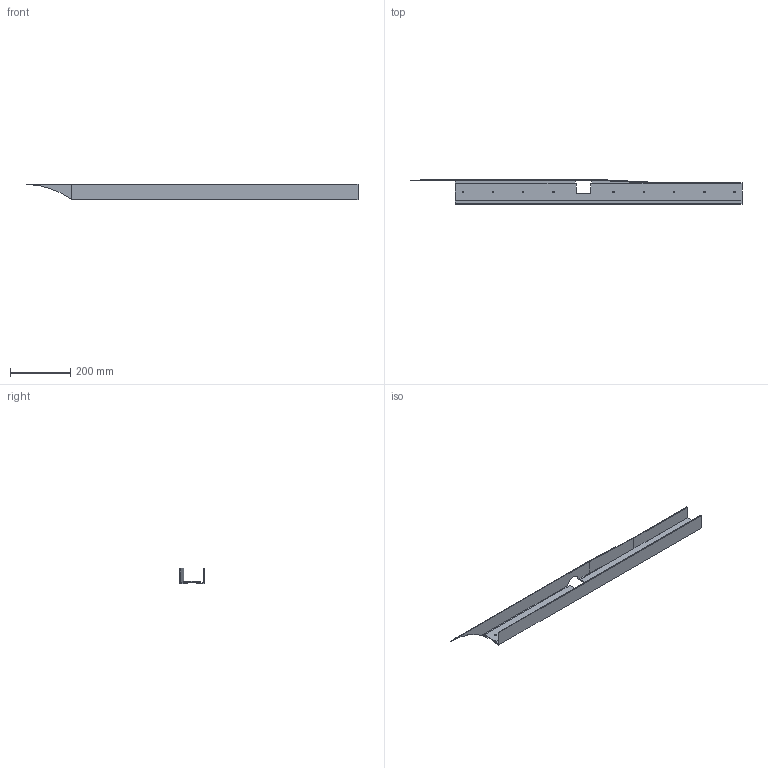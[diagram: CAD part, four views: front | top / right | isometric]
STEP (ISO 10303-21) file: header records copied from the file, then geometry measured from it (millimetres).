
FILE_DESCRIPTION( ('This file contains a STEP AP42 implementation' ,'as created by ZW3D STEP Interface translator.' ,'') ,'2;1' );
FILE_NAME( '婥啣狟粟え衵.ipt.stp' ,'251027.114754', (''), ('ZWCAD Software Co.'), 'Version 1.0', 'ZW3D to STEP translator', '' );
FILE_SCHEMA(('AUTOMOTIVE_DESIGN { 1 0 10303 214 1 1 1 1 }'));
Length unit declared in the file: millimetre
Products named in the file (1): 0
Bounding box: 1100 x 80 x 50 mm (x, y, z)
Volume: 549020.4 mm3; surface area: 374553.3 mm2
Topology: 1 solids, 1 shells, 41 faces, 143 edges, 101 vertices
Faces by surface type: plane 30, cylinder 10, torus 1
Full cylindrical faces by diameter (mm): 5 x9
Entity records: 1690 total; most frequent: CARTESIAN_POINT 302, ORIENTED_EDGE 286, DIRECTION 265, EDGE_CURVE 143, VERTEX_POINT 101, VECTOR 101, LINE 101, AXIS2_PLACEMENT_3D 82
